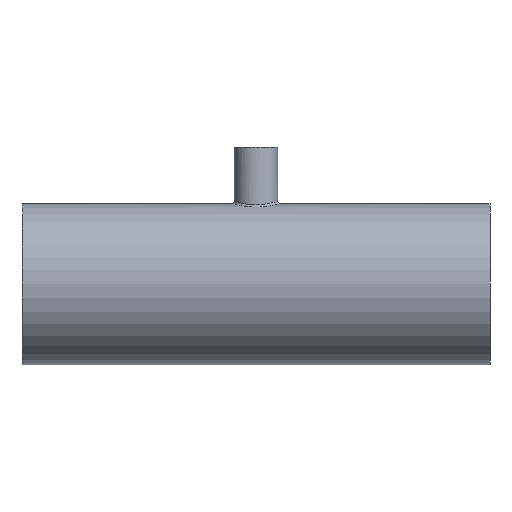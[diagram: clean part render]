
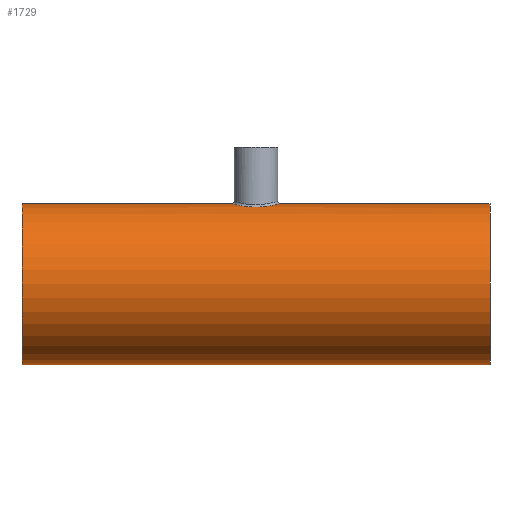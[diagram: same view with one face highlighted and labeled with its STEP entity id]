
A CAD part, front view. The second image highlights one B-rep face of the part: STEP entity #1729.
In plain terms, the highlighted cylindrical face has radius 64.5 mm (diameter 129 mm), a full revolution.
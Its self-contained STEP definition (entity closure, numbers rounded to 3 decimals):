
#1534=CARTESIAN_POINT('',(0.,-18.914,61.665));
#1535=VERTEX_POINT('',#1534);
#1621=CARTESIAN_POINT('',(0.,-18.914,61.665));
#1622=CARTESIAN_POINT('',(0.,-18.914,61.665));
#1623=CARTESIAN_POINT('',(0.,-18.914,61.665));
#1624=CARTESIAN_POINT('',(0.,-18.914,61.665));
#1625=CARTESIAN_POINT('',(0.547,-18.914,61.665));
#1626=CARTESIAN_POINT('',(1.278,-18.884,61.674));
#1627=CARTESIAN_POINT('',(2.736,-18.744,61.716));
#1628=CARTESIAN_POINT('',(4.355,-18.477,61.798));
#1629=CARTESIAN_POINT('',(5.937,-18.034,61.928));
#1630=CARTESIAN_POINT('',(7.313,-17.545,62.068));
#1631=CARTESIAN_POINT('',(8.66,-16.981,62.226));
#1632=CARTESIAN_POINT('',(10.416,-16.036,62.478));
#1633=CARTESIAN_POINT('',(12.479,-14.614,62.83));
#1634=CARTESIAN_POINT('',(14.076,-13.151,63.153));
#1635=CARTESIAN_POINT('',(15.641,-11.353,63.499));
#1636=CARTESIAN_POINT('',(16.935,-9.518,63.81));
#1637=CARTESIAN_POINT('',(18.215,-6.951,64.143));
#1638=CARTESIAN_POINT('',(18.938,-4.678,64.342));
#1639=CARTESIAN_POINT('',(19.299,-2.826,64.443));
#1640=CARTESIAN_POINT('',(19.464,-1.412,64.49));
#1641=CARTESIAN_POINT('',(19.514,-0.109,64.504));
#1642=CARTESIAN_POINT('',(19.486,0.837,64.496));
#1643=CARTESIAN_POINT('',(19.422,1.778,64.478));
#1644=CARTESIAN_POINT('',(19.298,2.837,64.443));
#1645=CARTESIAN_POINT('',(19.024,4.235,64.366));
#1646=CARTESIAN_POINT('',(18.674,5.493,64.269));
#1647=CARTESIAN_POINT('',(18.36,6.386,64.184));
#1648=CARTESIAN_POINT('',(17.84,7.701,64.046));
#1649=CARTESIAN_POINT('',(16.939,9.513,63.811));
#1650=CARTESIAN_POINT('',(15.697,11.273,63.513));
#1651=CARTESIAN_POINT('',(14.46,12.718,63.237));
#1652=CARTESIAN_POINT('',(13.29,13.894,62.991));
#1653=CARTESIAN_POINT('',(11.98,14.947,62.746));
#1654=CARTESIAN_POINT('',(10.891,15.697,62.562));
#1655=CARTESIAN_POINT('',(10.278,16.078,62.464));
#1656=CARTESIAN_POINT('',(9.442,16.557,62.339));
#1657=CARTESIAN_POINT('',(8.054,17.27,62.148));
#1658=CARTESIAN_POINT('',(6.353,17.92,61.962));
#1659=CARTESIAN_POINT('',(4.468,18.429,61.811));
#1660=CARTESIAN_POINT('',(3.029,18.707,61.728));
#1661=CARTESIAN_POINT('',(0.49,18.985,61.643));
#1662=CARTESIAN_POINT('',(-1.664,18.906,61.667));
#1663=CARTESIAN_POINT('',(-3.343,18.635,61.749));
#1664=CARTESIAN_POINT('',(-3.822,18.549,61.775));
#1665=CARTESIAN_POINT('',(-4.599,18.391,61.823));
#1666=CARTESIAN_POINT('',(-6.252,17.959,61.95));
#1667=CARTESIAN_POINT('',(-8.307,17.171,62.176));
#1668=CARTESIAN_POINT('',(-9.996,16.262,62.418));
#1669=CARTESIAN_POINT('',(-11.615,15.231,62.679));
#1670=CARTESIAN_POINT('',(-12.948,14.198,62.924));
#1671=CARTESIAN_POINT('',(-14.663,12.53,63.278));
#1672=CARTESIAN_POINT('',(-15.865,11.066,63.552));
#1673=CARTESIAN_POINT('',(-16.986,9.34,63.826));
#1674=CARTESIAN_POINT('',(-18.098,7.234,64.111));
#1675=CARTESIAN_POINT('',(-19.031,4.55,64.367));
#1676=CARTESIAN_POINT('',(-19.447,1.879,64.485));
#1677=CARTESIAN_POINT('',(-19.518,-0.007,64.505));
#1678=CARTESIAN_POINT('',(-19.444,-1.903,64.484));
#1679=CARTESIAN_POINT('',(-19.077,-4.248,64.38));
#1680=CARTESIAN_POINT('',(-18.428,-6.279,64.202));
#1681=CARTESIAN_POINT('',(-17.677,-8.031,64.003));
#1682=CARTESIAN_POINT('',(-17.014,-9.299,63.833));
#1683=CARTESIAN_POINT('',(-16.107,-10.692,63.611));
#1684=CARTESIAN_POINT('',(-15.104,-12.006,63.378));
#1685=CARTESIAN_POINT('',(-13.809,-13.411,63.097));
#1686=CARTESIAN_POINT('',(-12.174,-14.825,62.778));
#1687=CARTESIAN_POINT('',(-10.399,-16.046,62.476));
#1688=CARTESIAN_POINT('',(-8.493,-17.07,62.203));
#1689=CARTESIAN_POINT('',(-6.463,-17.886,61.972));
#1690=CARTESIAN_POINT('',(-3.665,-18.671,61.74));
#1691=CARTESIAN_POINT('',(-1.459,-18.914,61.664));
#1692=CARTESIAN_POINT('',(0.,-18.914,61.665));
#1693=B_SPLINE_CURVE_WITH_KNOTS('',3,(#1621,#1622,#1623,#1624,#1625,#1626,#1627,#1628,#1629,#1630,#1631,#1632,#1633,#1634,#1635,#1636,#1637,#1638,#1639,#1640,#1641,#1642,#1643,#1644,#1645,#1646,#1647,#1648,#1649,#1650,#1651,#1652,#1653,#1654,#1655,#1656,#1657,#1658,#1659,#1660,#1661,#1662,#1663,#1664,#1665,#1666,#1667,#1668,#1669,#1670,#1671,#1672,#1673,#1674,#1675,#1676,#1677,#1678,#1679,#1680,#1681,#1682,#1683,#1684,#1685,#1686,#1687,#1688,#1689,#1690,#1691,#1692),.UNSPECIFIED.,.T.,.U.,(4,3,1,1,1,1,1,1,1,1,1,1,1,1,1,1,1,1,1,1,1,1,1,1,1,1,1,1,1,1,1,1,1,1,1,1,1,1,1,1,1,1,1,1,1,1,1,1,1,1,1,1,1,1,1,1,1,1,1,1,1,1,1,1,1,1,1,4),(-10.605,-10.605,-10.463,-10.415,-10.226,-10.037,-9.989,-9.847,-9.658,-9.469,-9.184,-9.09,-8.837,-8.585,-8.332,-8.206,-8.08,-7.954,-7.859,-7.827,-7.701,-7.575,-7.449,-7.354,-7.322,-7.07,-6.817,-6.754,-6.565,-6.375,-6.312,-6.218,-6.186,-6.06,-5.807,-5.713,-5.555,-5.429,-5.05,-5.003,-4.987,-4.924,-4.797,-4.545,-4.356,-4.292,-4.04,-3.914,-3.661,-3.535,-3.367,-3.03,-2.777,-2.651,-2.525,-2.272,-2.02,-1.957,-1.767,-1.641,-1.515,-1.326,-1.136,-0.947,-0.757,-0.568,-0.379,0.),.UNSPECIFIED.);
#1694=EDGE_CURVE('',#1535,#1535,#1693,.T.);
#1699=CARTESIAN_POINT('',(0.0,0.0,0.0));
#1700=DIRECTION('',(-1.0,0.0,0.0));
#1701=DIRECTION('',(0.0,-1.0,0.0));
#1702=AXIS2_PLACEMENT_3D('',#1699,#1700,#1701);
#1703=CYLINDRICAL_SURFACE('',#1702,64.5);
#1704=CARTESIAN_POINT('',(187.5,-64.5,0.0));
#1705=VERTEX_POINT('',#1704);
#1706=CARTESIAN_POINT('',(187.5,0.0,0.0));
#1707=DIRECTION('',(-1.0,0.0,0.0));
#1708=DIRECTION('',(0.0,-1.0,0.0));
#1709=AXIS2_PLACEMENT_3D('',#1706,#1707,#1708);
#1710=CIRCLE('',#1709,64.5);
#1711=EDGE_CURVE('',#1705,#1705,#1710,.T.);
#1712=ORIENTED_EDGE('',*,*,#1711,.T.);
#1713=EDGE_LOOP('',(#1712));
#1714=FACE_OUTER_BOUND('',#1713,.T.);
#1715=CARTESIAN_POINT('',(-187.5,-64.5,0.0));
#1716=VERTEX_POINT('',#1715);
#1717=CARTESIAN_POINT('',(-187.5,0.0,0.0));
#1718=DIRECTION('',(-1.0,0.0,0.0));
#1719=DIRECTION('',(0.0,-1.0,0.0));
#1720=AXIS2_PLACEMENT_3D('',#1717,#1718,#1719);
#1721=CIRCLE('',#1720,64.5);
#1722=EDGE_CURVE('',#1716,#1716,#1721,.T.);
#1723=ORIENTED_EDGE('',*,*,#1722,.F.);
#1724=EDGE_LOOP('',(#1723));
#1725=FACE_BOUND('',#1724,.T.);
#1726=ORIENTED_EDGE('',*,*,#1694,.F.);
#1727=EDGE_LOOP('',(#1726));
#1728=FACE_BOUND('',#1727,.T.);
#1729=ADVANCED_FACE('',(#1714,#1725,#1728),#1703,.T.);
